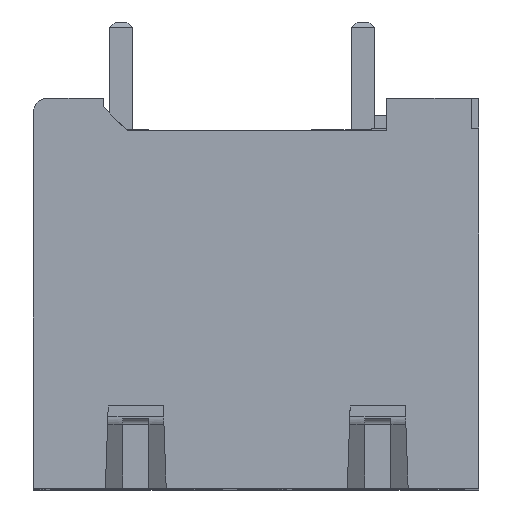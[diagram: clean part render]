
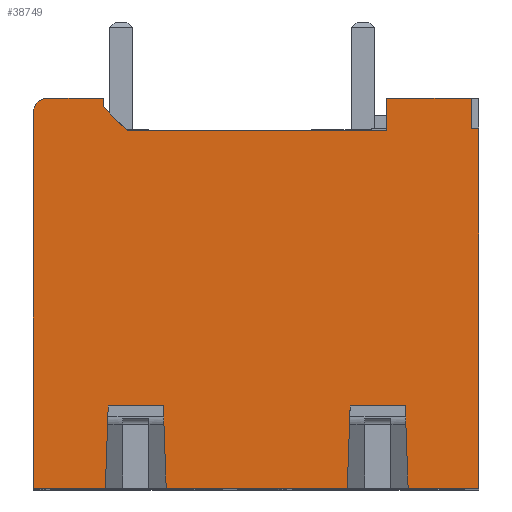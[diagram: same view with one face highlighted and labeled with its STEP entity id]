
A CAD part, top view. The second image highlights one B-rep face of the part: STEP entity #38749.
In plain terms, the highlighted planar face has unit normal (0, 0, 1).
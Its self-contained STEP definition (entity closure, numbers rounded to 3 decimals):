
#998=DIRECTION('',(1.,0.,0.));
#999=VECTOR('',#998,2.462);
#1000=CARTESIAN_POINT('',(-3.,0.,2.2));
#1001=LINE('',#1000,#999);
#1014=DIRECTION('',(1.,0.,0.));
#1015=VECTOR('',#1014,6.175);
#1016=CARTESIAN_POINT('',(1.537,0.,2.2));
#1017=LINE('',#1016,#1015);
#1030=DIRECTION('',(1.,0.,0.));
#1031=VECTOR('',#1030,2.413);
#1032=CARTESIAN_POINT('',(9.787,0.,2.2));
#1033=LINE('',#1032,#1031);
#8868=DIRECTION('',(-1.,0.,0.));
#8869=VECTOR('',#8868,2.878);
#8870=CARTESIAN_POINT('',(11.938,13.3,2.2));
#8871=LINE('',#8870,#8869);
#8892=DIRECTION('',(0.,-1.,0.));
#8893=VECTOR('',#8892,1.107);
#8894=CARTESIAN_POINT('',(9.059,13.3,2.2));
#8895=LINE('',#8894,#8893);
#9152=DIRECTION('',(-1.,0.,0.));
#9153=VECTOR('',#9152,8.853);
#9154=CARTESIAN_POINT('',(9.059,12.193,2.2));
#9155=LINE('',#9154,#9153);
#9628=DIRECTION('',(0.,1.,0.));
#9629=VECTOR('',#9628,0.295);
#9630=CARTESIAN_POINT('',(-0.605,13.005,2.2));
#9631=LINE('',#9630,#9629);
#9640=DIRECTION('',(-1.,0.,0.));
#9641=VECTOR('',#9640,1.895);
#9642=CARTESIAN_POINT('',(-0.605,13.3,2.2));
#9643=LINE('',#9642,#9641);
#10715=DIRECTION('',(0.,-1.,0.));
#10716=VECTOR('',#10715,12.25);
#10717=CARTESIAN_POINT('',(12.2,12.25,2.2));
#10718=LINE('',#10717,#10716);
#10719=DIRECTION('',(-0.035,0.999,0.));
#10720=VECTOR('',#10719,2.802);
#10721=CARTESIAN_POINT('',(9.787,0.,2.2));
#10722=LINE('',#10721,#10720);
#10723=DIRECTION('',(-1.,0.,0.));
#10724=VECTOR('',#10723,1.879);
#10725=CARTESIAN_POINT('',(9.69,2.8,2.2));
#10726=LINE('',#10725,#10724);
#10727=DIRECTION('',(-0.035,-0.999,0.));
#10728=VECTOR('',#10727,2.802);
#10729=CARTESIAN_POINT('',(7.811,2.8,2.2));
#10730=LINE('',#10729,#10728);
#10731=DIRECTION('',(-0.035,0.999,0.));
#10732=VECTOR('',#10731,2.802);
#10733=CARTESIAN_POINT('',(1.537,0.,2.2));
#10734=LINE('',#10733,#10732);
#10735=DIRECTION('',(-1.,0.,0.));
#10736=VECTOR('',#10735,1.879);
#10737=CARTESIAN_POINT('',(1.44,2.8,2.2));
#10738=LINE('',#10737,#10736);
#10739=DIRECTION('',(-0.035,-0.999,0.));
#10740=VECTOR('',#10739,2.802);
#10741=CARTESIAN_POINT('',(-0.439,2.8,
2.2));
#10742=LINE('',#10741,#10740);
#10743=DIRECTION('',(0.,1.,0.));
#10744=VECTOR('',#10743,12.8);
#10745=CARTESIAN_POINT('',(-3.,0.,2.2));
#10746=LINE('',#10745,#10744);
#10747=CARTESIAN_POINT('',(-2.5,12.8,2.2));
#10748=DIRECTION('',(0.,0.,-1.));
#10749=DIRECTION('',(-1.,0.,0.));
#10750=AXIS2_PLACEMENT_3D('',#10747,#10748,#10749);
#10752=DIRECTION('',(0.707,-0.707,0.));
#10753=VECTOR('',#10752,1.149);
#10754=CARTESIAN_POINT('',(-0.605,13.005,2.2));
#10755=LINE('',#10754,#10753);
#10756=DIRECTION('',(1.,0.,0.));
#10757=VECTOR('',#10756,0.262);
#10758=CARTESIAN_POINT('',(11.938,12.25,2.2));
#10759=LINE('',#10758,#10757);
#11072=DIRECTION('',(0.,1.,0.));
#11073=VECTOR('',#11072,1.05);
#11074=CARTESIAN_POINT('',(11.938,12.25,2.2));
#11075=LINE('',#11074,#11073);
#17775=CARTESIAN_POINT('',(12.2,12.25,2.2));
#17777=VERTEX_POINT('',#17775);
#17782=CARTESIAN_POINT('',(11.938,13.3,2.2));
#17783=VERTEX_POINT('',#17782);
#17784=CARTESIAN_POINT('',(9.059,13.3,2.2));
#17785=VERTEX_POINT('',#17784);
#17786=CARTESIAN_POINT('',(9.059,12.193,2.2));
#17787=VERTEX_POINT('',#17786);
#17836=CARTESIAN_POINT('',(0.207,12.193,2.2));
#17837=VERTEX_POINT('',#17836);
#17882=CARTESIAN_POINT('',(-0.605,13.005,2.2));
#17883=VERTEX_POINT('',#17882);
#17884=CARTESIAN_POINT('',(-0.605,13.3,2.2));
#17885=VERTEX_POINT('',#17884);
#17886=CARTESIAN_POINT('',(-2.5,13.3,2.2));
#17887=VERTEX_POINT('',#17886);
#17909=CARTESIAN_POINT('',(-3.,12.8,2.2));
#17910=VERTEX_POINT('',#17909);
#17911=CARTESIAN_POINT('',(11.938,12.25,2.2));
#17912=VERTEX_POINT('',#17911);
#18031=CARTESIAN_POINT('',(-0.439,2.8,
2.2));
#18032=CARTESIAN_POINT('',(-0.538,0.,2.2));
#18033=VERTEX_POINT('',#18031);
#18034=VERTEX_POINT('',#18032);
#18035=CARTESIAN_POINT('',(1.537,0.,2.2));
#18036=CARTESIAN_POINT('',(1.44,2.8,2.2));
#18037=VERTEX_POINT('',#18035);
#18038=VERTEX_POINT('',#18036);
#18039=CARTESIAN_POINT('',(7.811,2.8,2.2));
#18040=CARTESIAN_POINT('',(7.712,0.,2.2));
#18041=VERTEX_POINT('',#18039);
#18042=VERTEX_POINT('',#18040);
#18043=CARTESIAN_POINT('',(9.787,0.,2.2));
#18044=CARTESIAN_POINT('',(9.69,2.8,2.2));
#18045=VERTEX_POINT('',#18043);
#18046=VERTEX_POINT('',#18044);
#18047=CARTESIAN_POINT('',(-3.,0.,2.2));
#18048=VERTEX_POINT('',#18047);
#18049=CARTESIAN_POINT('',(12.2,0.,2.2));
#18050=VERTEX_POINT('',#18049);
#38712=CARTESIAN_POINT('',(0.,0.,2.2));
#38713=DIRECTION('',(0.,0.,1.));
#38714=DIRECTION('',(1.,0.,0.));
#38715=AXIS2_PLACEMENT_3D('',#38712,#38713,#38714);
#38716=PLANE('',#38715);
#38717=ORIENTED_EDGE('',*,*,#35953,.T.);
#38718=ORIENTED_EDGE('',*,*,#23151,.F.);
#38720=ORIENTED_EDGE('',*,*,#38719,.T.);
#38722=ORIENTED_EDGE('',*,*,#38721,.T.);
#38724=ORIENTED_EDGE('',*,*,#38723,.T.);
#38725=ORIENTED_EDGE('',*,*,#23143,.F.);
#38727=ORIENTED_EDGE('',*,*,#38726,.T.);
#38729=ORIENTED_EDGE('',*,*,#38728,.T.);
#38731=ORIENTED_EDGE('',*,*,#38730,.T.);
#38732=ORIENTED_EDGE('',*,*,#23135,.F.);
#38734=ORIENTED_EDGE('',*,*,#38733,.T.);
#38735=ORIENTED_EDGE('',*,*,#38705,.T.);
#38736=ORIENTED_EDGE('',*,*,#37195,.F.);
#38737=ORIENTED_EDGE('',*,*,#37176,.F.);
#38739=ORIENTED_EDGE('',*,*,#38738,.T.);
#38740=ORIENTED_EDGE('',*,*,#36665,.F.);
#38741=ORIENTED_EDGE('',*,*,#36123,.F.);
#38742=ORIENTED_EDGE('',*,*,#36100,.F.);
#38744=ORIENTED_EDGE('',*,*,#38743,.F.);
#38746=ORIENTED_EDGE('',*,*,#38745,.T.);
#38747=EDGE_LOOP('',(#38717,#38718,#38720,#38722,#38724,#38725,#38727,#38729,
#38731,#38732,#38734,#38735,#38736,#38737,#38739,#38740,#38741,#38742,#38744,
#38746));
#38748=FACE_OUTER_BOUND('',#38747,.F.);
#10751=CIRCLE('',#10750,0.5);
#23135=EDGE_CURVE('',#18048,#18034,#1001,.T.);
#23143=EDGE_CURVE('',#18037,#18042,#1017,.T.);
#23151=EDGE_CURVE('',#18045,#18050,#1033,.T.);
#35953=EDGE_CURVE('',#17777,#18050,#10718,.T.);
#36100=EDGE_CURVE('',#17783,#17785,#8871,.T.);
#36123=EDGE_CURVE('',#17785,#17787,#8895,.T.);
#36665=EDGE_CURVE('',#17787,#17837,#9155,.T.);
#37176=EDGE_CURVE('',#17883,#17885,#9631,.T.);
#37195=EDGE_CURVE('',#17885,#17887,#9643,.T.);
#38705=EDGE_CURVE('',#17910,#17887,#10751,.T.);
#38719=EDGE_CURVE('',#18045,#18046,#10722,.T.);
#38721=EDGE_CURVE('',#18046,#18041,#10726,.T.);
#38723=EDGE_CURVE('',#18041,#18042,#10730,.T.);
#38726=EDGE_CURVE('',#18037,#18038,#10734,.T.);
#38728=EDGE_CURVE('',#18038,#18033,#10738,.T.);
#38730=EDGE_CURVE('',#18033,#18034,#10742,.T.);
#38733=EDGE_CURVE('',#18048,#17910,#10746,.T.);
#38738=EDGE_CURVE('',#17883,#17837,#10755,.T.);
#38743=EDGE_CURVE('',#17912,#17783,#11075,.T.);
#38745=EDGE_CURVE('',#17912,#17777,#10759,.T.);
#38749=ADVANCED_FACE('',(#38748),#38716,.T.);
